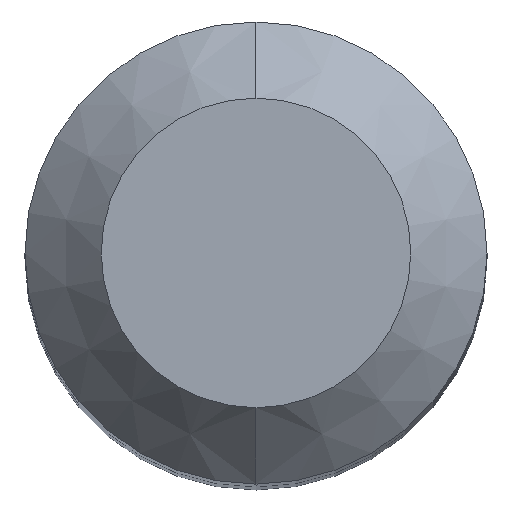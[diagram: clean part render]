
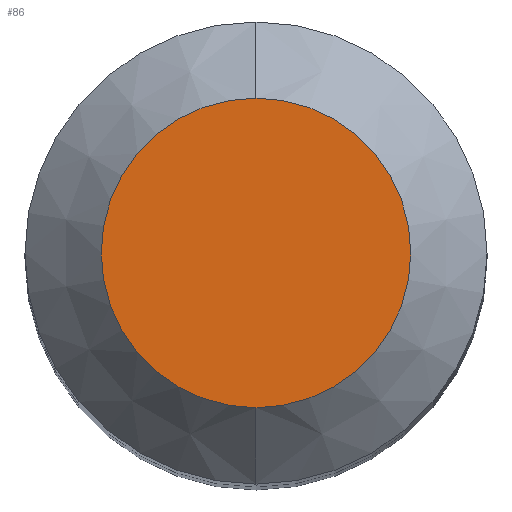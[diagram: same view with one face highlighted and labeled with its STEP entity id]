
A CAD part, top view. The second image highlights one B-rep face of the part: STEP entity #86.
In plain terms, the highlighted planar face has unit normal (0, 0, 1).
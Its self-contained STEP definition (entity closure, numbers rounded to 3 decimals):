
#86=ADVANCED_FACE('',(#158),#159,.T.);
#158=FACE_OUTER_BOUND('',#238,.T.);
#159=PLANE('',#239);
#238=EDGE_LOOP('',(#314,#315));
#239=AXIS2_PLACEMENT_3D('',#316,#317,#318);
#314=ORIENTED_EDGE('',*,*,#383,.F.);
#315=ORIENTED_EDGE('',*,*,#386,.F.);
#316=CARTESIAN_POINT('',(0.,3.35,50.0));
#317=DIRECTION('',(0.,0.0,1.0));
#318=DIRECTION('',(0.0,-1.0,0.0));
#383=EDGE_CURVE('',#431,#433,#434,.T.);
#386=EDGE_CURVE('',#433,#431,#437,.T.);
#431=VERTEX_POINT('',#477);
#433=VERTEX_POINT('',#480);
#434=CIRCLE('',#481,6.7);
#437=CIRCLE('',#485,6.7);
#477=CARTESIAN_POINT('',(0.,6.7,50.0));
#480=CARTESIAN_POINT('',(0.,-6.7,50.0));
#481=AXIS2_PLACEMENT_3D('',#516,#517,#518);
#485=AXIS2_PLACEMENT_3D('',#520,#521,#522);
#516=CARTESIAN_POINT('',(0.,0.0,50.0));
#517=DIRECTION('',(0.,0.0,-1.0));
#518=DIRECTION('',(0.0,1.0,0.0));
#520=CARTESIAN_POINT('',(0.,0.0,50.0));
#521=DIRECTION('',(0.,0.0,-1.0));
#522=DIRECTION('',(0.0,1.0,0.0));
